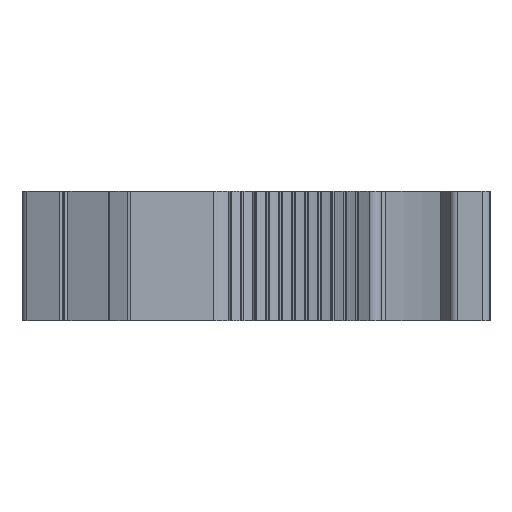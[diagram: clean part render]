
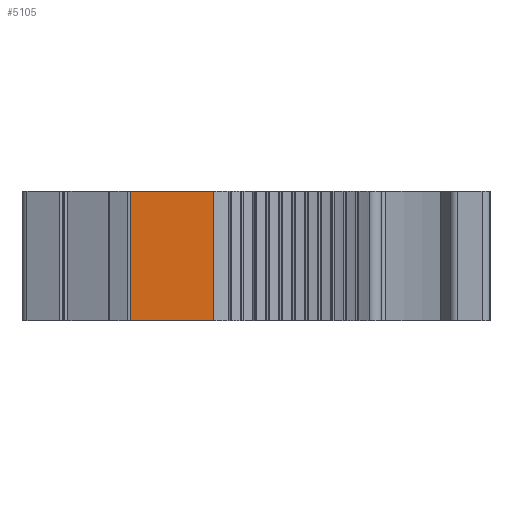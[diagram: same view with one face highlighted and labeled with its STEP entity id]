
A CAD part, left-side view. The second image highlights one B-rep face of the part: STEP entity #5105.
In plain terms, the highlighted planar face has unit normal (-1, 0, 0).
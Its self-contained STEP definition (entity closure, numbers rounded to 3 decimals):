
#847=DIRECTION('',(0.,1.,0.));
#848=VECTOR('',#847,10.43);
#849=CARTESIAN_POINT('',(-46.201,5.31,-8.1));
#850=LINE('',#849,#848);
#855=DIRECTION('',(0.,0.,-1.));
#856=VECTOR('',#855,16.2);
#857=CARTESIAN_POINT('',(-46.201,15.741,8.1));
#858=LINE('',#857,#856);
#2215=DIRECTION('',(0.,0.,1.));
#2216=VECTOR('',#2215,16.2);
#2217=CARTESIAN_POINT('',(-46.201,5.31,-8.1));
#2218=LINE('',#2217,#2216);
#2223=DIRECTION('',(0.,1.,0.));
#2224=VECTOR('',#2223,10.43);
#2225=CARTESIAN_POINT('',(-46.201,5.31,8.1));
#2226=LINE('',#2225,#2224);
#3549=CARTESIAN_POINT('',(-46.201,5.31,-8.1));
#3550=CARTESIAN_POINT('',(-46.201,15.741,-8.1));
#3551=VERTEX_POINT('',#3549);
#3552=VERTEX_POINT('',#3550);
#3961=CARTESIAN_POINT('',(-46.201,15.741,8.1));
#3962=VERTEX_POINT('',#3961);
#3963=CARTESIAN_POINT('',(-46.201,5.31,8.1));
#3964=VERTEX_POINT('',#3963);
#5091=CARTESIAN_POINT('',(-46.201,15.741,-8.1));
#5092=DIRECTION('',(-1.,0.,0.));
#5093=DIRECTION('',(0.,-1.,0.));
#5094=AXIS2_PLACEMENT_3D('',#5091,#5092,#5093);
#5095=PLANE('',#5094);
#5096=ORIENTED_EDGE('',*,*,#4670,.T.);
#5098=ORIENTED_EDGE('',*,*,#5097,.F.);
#5100=ORIENTED_EDGE('',*,*,#5099,.F.);
#5102=ORIENTED_EDGE('',*,*,#5101,.F.);
#5103=EDGE_LOOP('',(#5096,#5098,#5100,#5102));
#5104=FACE_OUTER_BOUND('',#5103,.F.);
#4670=EDGE_CURVE('',#3551,#3552,#850,.T.);
#5097=EDGE_CURVE('',#3962,#3552,#858,.T.);
#5099=EDGE_CURVE('',#3964,#3962,#2226,.T.);
#5101=EDGE_CURVE('',#3551,#3964,#2218,.T.);
#5105=ADVANCED_FACE('',(#5104),#5095,.T.);
